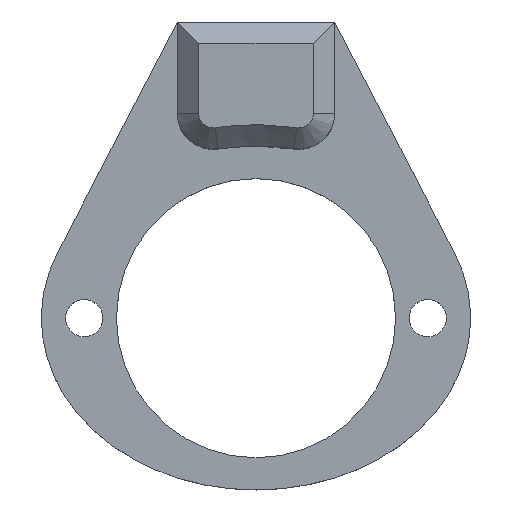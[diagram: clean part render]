
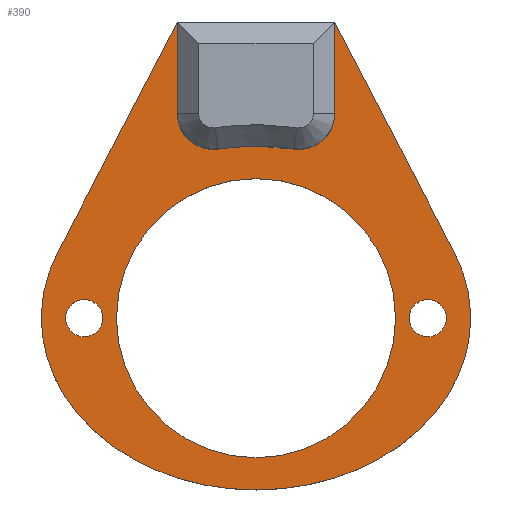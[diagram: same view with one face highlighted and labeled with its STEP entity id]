
A CAD part, top view. The second image highlights one B-rep face of the part: STEP entity #390.
In plain terms, the highlighted planar face has unit normal (0, 0, 1).
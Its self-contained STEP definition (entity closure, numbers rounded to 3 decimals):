
#19=ELLIPSE('',#437,30.,24.);
#20=ELLIPSE('',#439,30.,24.);
#26=FACE_BOUND('',#98,.T.);
#27=FACE_BOUND('',#99,.T.);
#28=FACE_BOUND('',#100,.T.);
#45=CIRCLE('',#421,5.);
#47=CIRCLE('',#427,5.);
#50=CIRCLE('',#433,2.6);
#52=CIRCLE('',#436,2.6);
#53=CIRCLE('',#440,19.5);
#73=FACE_OUTER_BOUND('',#97,.T.);
#97=EDGE_LOOP('',(#329,#330,#331,#332,#333,#334,#335,#336));
#98=EDGE_LOOP('',(#337));
#99=EDGE_LOOP('',(#338));
#100=EDGE_LOOP('',(#339));
#124=LINE('',#627,#157);
#131=LINE('',#646,#164);
#135=LINE('',#672,#168);
#136=LINE('',#675,#169);
#157=VECTOR('',#491,10.);
#164=VECTOR('',#510,10.);
#168=VECTOR('',#534,10.);
#169=VECTOR('',#537,10.);
#187=VERTEX_POINT('',#619);
#188=VERTEX_POINT('',#621);
#189=VERTEX_POINT('',#625);
#191=VERTEX_POINT('',#631);
#194=VERTEX_POINT('',#640);
#195=VERTEX_POINT('',#642);
#198=VERTEX_POINT('',#654);
#200=VERTEX_POINT('',#660);
#201=VERTEX_POINT('',#671);
#202=VERTEX_POINT('',#673);
#203=VERTEX_POINT('',#676);
#226=EDGE_CURVE('',#187,#188,#45,.F.);
#229=EDGE_CURVE('',#187,#189,#124,.T.);
#236=EDGE_CURVE('',#194,#195,#47,.F.);
#238=EDGE_CURVE('',#191,#195,#131,.T.);
#243=EDGE_CURVE('',#198,#198,#50,.T.);
#246=EDGE_CURVE('',#200,#200,#52,.T.);
#247=EDGE_CURVE('',#194,#188,#19,.T.);
#248=EDGE_CURVE('',#189,#201,#135,.T.);
#249=EDGE_CURVE('',#201,#202,#20,.T.);
#250=EDGE_CURVE('',#202,#191,#136,.T.);
#251=EDGE_CURVE('',#203,#203,#53,.T.);
#329=ORIENTED_EDGE('',*,*,#238,.T.);
#330=ORIENTED_EDGE('',*,*,#236,.F.);
#331=ORIENTED_EDGE('',*,*,#247,.T.);
#332=ORIENTED_EDGE('',*,*,#226,.F.);
#333=ORIENTED_EDGE('',*,*,#229,.T.);
#334=ORIENTED_EDGE('',*,*,#248,.T.);
#335=ORIENTED_EDGE('',*,*,#249,.T.);
#336=ORIENTED_EDGE('',*,*,#250,.T.);
#337=ORIENTED_EDGE('',*,*,#243,.T.);
#338=ORIENTED_EDGE('',*,*,#246,.T.);
#339=ORIENTED_EDGE('',*,*,#251,.T.);
#370=PLANE('',#438);
#390=ADVANCED_FACE('',(#73,#26,#27,#28),#370,.T.);
#421=AXIS2_PLACEMENT_3D('',#622,#485,#486);
#427=AXIS2_PLACEMENT_3D('',#643,#505,#506);
#433=AXIS2_PLACEMENT_3D('',#656,#521,#522);
#436=AXIS2_PLACEMENT_3D('',#662,#528,#529);
#437=AXIS2_PLACEMENT_3D('',#669,#530,#531);
#438=AXIS2_PLACEMENT_3D('',#670,#532,#533);
#439=AXIS2_PLACEMENT_3D('',#674,#535,#536);
#440=AXIS2_PLACEMENT_3D('',#677,#538,#539);
#485=DIRECTION('center_axis',(0.,0.,-1.));
#486=DIRECTION('ref_axis',(-0.655,-0.756,0.));
#491=DIRECTION('',(0.,1.,0.));
#505=DIRECTION('center_axis',(0.,0.,-1.));
#506=DIRECTION('ref_axis',(0.655,-0.756,0.));
#510=DIRECTION('',(0.,-1.,0.));
#521=DIRECTION('center_axis',(0.,0.,-1.));
#522=DIRECTION('ref_axis',(-1.,0.,0.));
#528=DIRECTION('center_axis',(0.,0.,-1.));
#529=DIRECTION('ref_axis',(-1.,0.,0.));
#530=DIRECTION('center_axis',(0.,0.,1.));
#531=DIRECTION('ref_axis',(1.,0.,0.));
#532=DIRECTION('center_axis',(0.,0.,1.));
#533=DIRECTION('ref_axis',(-1.,0.,0.));
#534=DIRECTION('',(-0.461,-0.887,0.));
#535=DIRECTION('center_axis',(0.,0.,1.));
#536=DIRECTION('ref_axis',(1.,0.,0.));
#537=DIRECTION('',(-0.461,0.887,0.));
#538=DIRECTION('center_axis',(0.,0.,-1.));
#539=DIRECTION('ref_axis',(-1.,0.,0.));
#619=CARTESIAN_POINT('',(-11.,28.573,104.6));
#621=CARTESIAN_POINT('',(-5.291,23.624,104.6));
#622=CARTESIAN_POINT('Origin',(-6.,28.573,104.6));
#625=CARTESIAN_POINT('',(-11.,41.33,104.6));
#627=CARTESIAN_POINT('',(-11.,24.998,104.6));
#631=CARTESIAN_POINT('',(11.,41.33,104.6));
#640=CARTESIAN_POINT('',(5.291,23.624,104.6));
#642=CARTESIAN_POINT('',(11.,28.573,104.6));
#643=CARTESIAN_POINT('Origin',(6.,28.573,104.6));
#646=CARTESIAN_POINT('',(11.,15.497,104.6));
#654=CARTESIAN_POINT('',(-21.4,0.,104.6));
#656=CARTESIAN_POINT('Origin',(-24.,0.,
104.6));
#660=CARTESIAN_POINT('',(26.6,0.,104.6));
#662=CARTESIAN_POINT('Origin',(24.,0.,104.6));
#669=CARTESIAN_POINT('Origin',(0.,0.,
104.6));
#670=CARTESIAN_POINT('Origin',(0.,8.665,104.6));
#671=CARTESIAN_POINT('',(-27.699,9.218,104.6));
#672=CARTESIAN_POINT('',(-11.,41.33,104.6));
#673=CARTESIAN_POINT('',(27.699,9.218,104.6));
#674=CARTESIAN_POINT('Origin',(0.,0.,
104.6));
#675=CARTESIAN_POINT('',(11.,41.33,104.6));
#676=CARTESIAN_POINT('',(19.5,0.,104.6));
#677=CARTESIAN_POINT('Origin',(0.,0.,
104.6));
